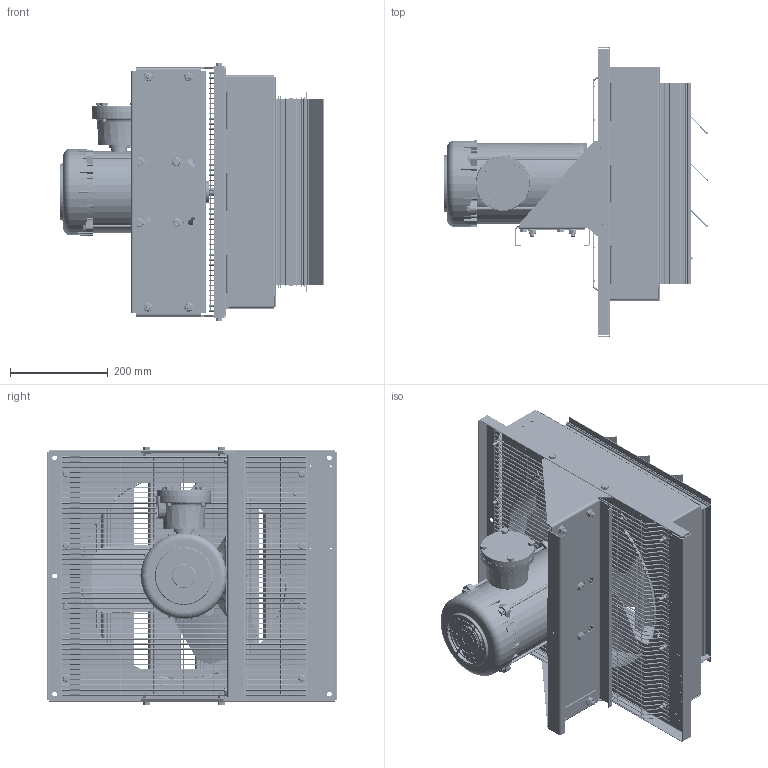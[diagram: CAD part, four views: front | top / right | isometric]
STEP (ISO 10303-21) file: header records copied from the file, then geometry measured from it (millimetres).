
FILE_DESCRIPTION (( 'STEP AP214' ), '1' );
FILE_NAME ('XEF-16-W4.STEP', '2024-10-04T20:07:49', ( '' ), ( '' ), 'SwSTEP 2.0', 'SolidWorks 2023', '' );
FILE_SCHEMA (( 'AUTOMOTIVE_DESIGN' ));
Length unit declared in the file: inch
Products named in the file (1): XEF-16-W4
Bounding box: 538.93 x 592.07 x 525.78 mm (x, y, z)
Volume: 8705064.2 mm3; surface area: 3517552.1 mm2
Topology: 161 solids, 161 shells, 7507 faces, 18196 edges, 11079 vertices
Faces by surface type: cylinder 2760, plane 2063, cone 1501, torus 597, bspline 560, sphere 26
Entity records: 349054 total; most frequent: CARTESIAN_POINT 75767, DIRECTION 37111, ORIENTED_EDGE 36340, EDGE_CURVE 18170, AXIS2_PLACEMENT_3D 14625, VERTEX_POINT 11079, EDGE_LOOP 7913, VECTOR 7861
